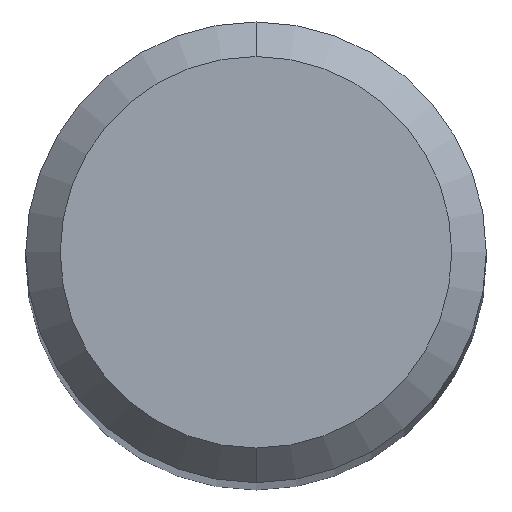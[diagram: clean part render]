
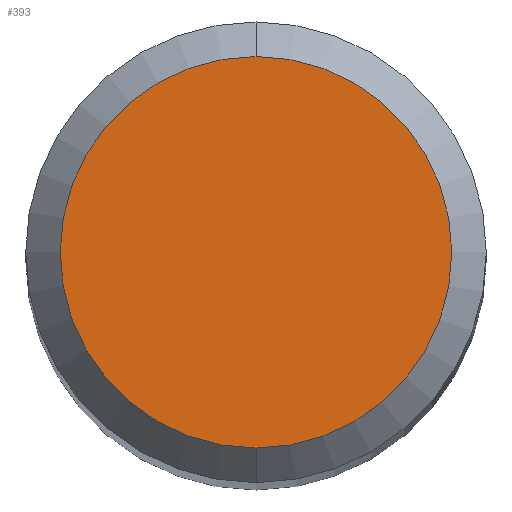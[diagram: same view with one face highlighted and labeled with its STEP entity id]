
A CAD part, top view. The second image highlights one B-rep face of the part: STEP entity #393.
In plain terms, the highlighted planar face has unit normal (0, 0, 1).
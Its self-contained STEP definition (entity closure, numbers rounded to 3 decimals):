
#217=VERTEX_POINT('',#538);
#293=EDGE_CURVE('',#327,#217,#625,.T.);
#303=EDGE_CURVE('',#217,#327,#637,.T.);
#327=VERTEX_POINT('',#662);
#393=ADVANCED_FACE('',(#733),#734,.T.);
#538=CARTESIAN_POINT('',(0.,-1.7,0.0));
#625=CIRCLE('',#1054,1.7);
#637=CIRCLE('',#1082,1.7);
#662=CARTESIAN_POINT('',(0.0,1.7,0.0));
#733=FACE_OUTER_BOUND('',#1305,.T.);
#734=PLANE('',#1306);
#1054=AXIS2_PLACEMENT_3D('',#1626,#1627,#1628);
#1082=AXIS2_PLACEMENT_3D('',#1651,#1652,#1653);
#1305=EDGE_LOOP('',(#1741,#1742));
#1306=AXIS2_PLACEMENT_3D('',#1743,#1744,#1745);
#1626=CARTESIAN_POINT('',(0.0,0.0,0.0));
#1627=DIRECTION('',(0.0,0.0,-1.0));
#1628=DIRECTION('',(0.0,1.0,0.0));
#1651=CARTESIAN_POINT('',(0.0,0.0,0.0));
#1652=DIRECTION('',(0.0,0.0,-1.0));
#1653=DIRECTION('',(0.0,1.0,0.0));
#1741=ORIENTED_EDGE('',*,*,#293,.F.);
#1742=ORIENTED_EDGE('',*,*,#303,.F.);
#1743=CARTESIAN_POINT('',(0.0,0.85,0.0));
#1744=DIRECTION('',(-0.0,0.0,1.0));
#1745=DIRECTION('',(0.0,-1.0,0.0));
